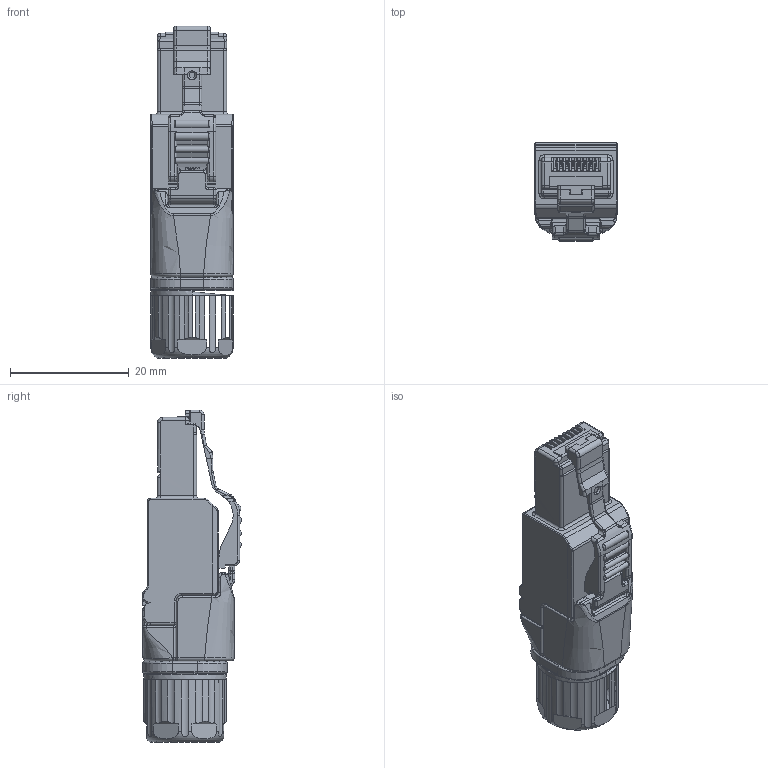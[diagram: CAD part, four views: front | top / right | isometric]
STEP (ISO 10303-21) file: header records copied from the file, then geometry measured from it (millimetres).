
FILE_DESCRIPTION((''),'2;1');
FILE_NAME('CAD-7104','2020-11-09T11:11:08',('creinig-se'),(''),'CREO PARAMETRIC BY PTC INC, 2019292','CREO PARAMETRIC BY PTC INC, 2019292','');
FILE_SCHEMA(('CONFIG_CONTROL_DESIGN','SHAPE_APPEARANCE_LAYERS_GROUPS'));
Products named in the file (1): CAD-7104
Bounding box: 13.9 x 16.63 x 55.98 mm (x, y, z)
Volume: 15.2 mm3; surface area: 4769.3 mm2
Topology: 14 solids, 15 shells, 1678 faces, 4564 edges, 2879 vertices
Faces by surface type: plane 850, cylinder 520, torus 158, bspline 80, extrusion 28, cone 22, sphere 20
Entity records: 71913 total; most frequent: CARTESIAN_POINT 16816, ORIENTED_EDGE 9056, DIRECTION 8192, PRESENTATION_STYLE_ASSIGNMENT 4530, STYLED_ITEM 4530, CURVE_STYLE 4529, EDGE_CURVE 4528, VERTEX_POINT 2881
